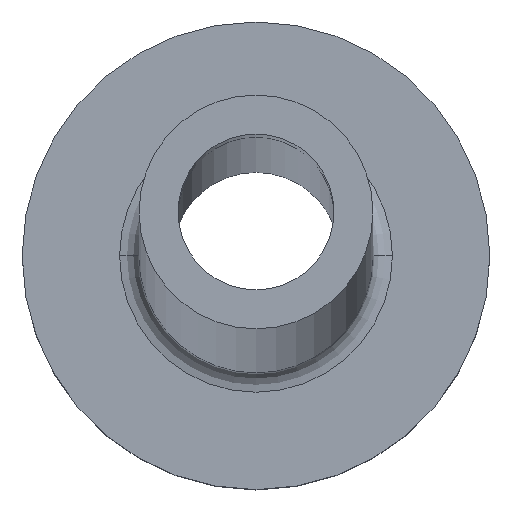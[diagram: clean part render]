
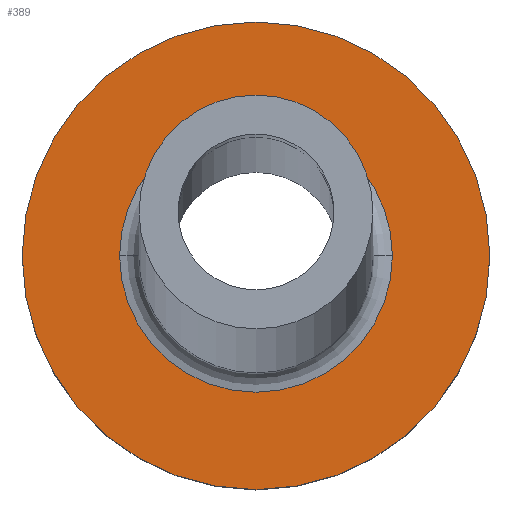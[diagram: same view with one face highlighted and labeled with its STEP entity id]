
A CAD part, top view. The second image highlights one B-rep face of the part: STEP entity #389.
In plain terms, the highlighted planar face has unit normal (0, 0, 1).
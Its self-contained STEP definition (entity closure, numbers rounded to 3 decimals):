
#14 = ORIENTED_EDGE ( 'NONE', *, *, #65, .T. ) ;
#15 = ORIENTED_EDGE ( 'NONE', *, *, #238, .T. ) ;
#22 = PLANE ( 'NONE',  #141 ) ;
#25 = DIRECTION ( 'NONE',  ( 1., 0., 0. ) ) ;
#28 = DIRECTION ( 'NONE',  ( 0., 0., 1. ) ) ;
#36 = ORIENTED_EDGE ( 'NONE', *, *, #64, .T. ) ;
#46 = CIRCLE ( 'NONE', #214, 6. ) ;
#63 = CARTESIAN_POINT ( 'NONE',  ( 0., 0., 5. ) ) ;
#64 = EDGE_CURVE ( 'NONE', #244, #155, #318, .T. ) ;
#65 = EDGE_CURVE ( 'NONE', #155, #244, #381, .T. ) ;
#66 = CARTESIAN_POINT ( 'NONE',  ( -6., 0., 5. ) ) ;
#95 = CARTESIAN_POINT ( 'NONE',  ( 0., 0., 5. ) ) ;
#99 = DIRECTION ( 'NONE',  ( 1., 0., 0. ) ) ;
#100 = CARTESIAN_POINT ( 'NONE',  ( 3.5, 0., 5. ) ) ;
#101 = DIRECTION ( 'NONE',  ( 1., 0., 0. ) ) ;
#120 = AXIS2_PLACEMENT_3D ( 'NONE', #421, #361, #25 ) ;
#133 = FACE_BOUND ( 'NONE', #143, .T. ) ;
#141 = AXIS2_PLACEMENT_3D ( 'NONE', #95, #233, #99 ) ;
#143 = EDGE_LOOP ( 'NONE', ( #36, #14 ) ) ;
#155 = VERTEX_POINT ( 'NONE', #224 ) ;
#157 = VERTEX_POINT ( 'NONE', #231 ) ;
#172 = AXIS2_PLACEMENT_3D ( 'NONE', #63, #193, #101 ) ;
#176 = VERTEX_POINT ( 'NONE', #66 ) ;
#184 = EDGE_LOOP ( 'NONE', ( #15, #372 ) ) ;
#193 = DIRECTION ( 'NONE',  ( 0., 0., -1. ) ) ;
#200 = CARTESIAN_POINT ( 'NONE',  ( 0., 0., 5. ) ) ;
#210 = DIRECTION ( 'NONE',  ( 1., 0., 0. ) ) ;
#214 = AXIS2_PLACEMENT_3D ( 'NONE', #279, #365, #210 ) ;
#224 = CARTESIAN_POINT ( 'NONE',  ( -3.5, 0., 5. ) ) ;
#231 = CARTESIAN_POINT ( 'NONE',  ( 6., 0., 5. ) ) ;
#233 = DIRECTION ( 'NONE',  ( 0., 0., 1. ) ) ;
#238 = EDGE_CURVE ( 'NONE', #176, #157, #316, .T. ) ;
#244 = VERTEX_POINT ( 'NONE', #100 ) ;
#255 = EDGE_CURVE ( 'NONE', #157, #176, #46, .T. ) ;
#272 = DIRECTION ( 'NONE',  ( 1., 0., 0. ) ) ;
#279 = CARTESIAN_POINT ( 'NONE',  ( 0., 0., 5. ) ) ;
#316 = CIRCLE ( 'NONE', #388, 6. ) ;
#318 = CIRCLE ( 'NONE', #120, 3.5 ) ;
#350 = FACE_OUTER_BOUND ( 'NONE', #184, .T. ) ;
#361 = DIRECTION ( 'NONE',  ( 0., 0., -1. ) ) ;
#365 = DIRECTION ( 'NONE',  ( 0., 0., 1. ) ) ;
#372 = ORIENTED_EDGE ( 'NONE', *, *, #255, .T. ) ;
#381 = CIRCLE ( 'NONE', #172, 3.5 ) ;
#388 = AXIS2_PLACEMENT_3D ( 'NONE', #200, #28, #272 ) ;
#389 = ADVANCED_FACE ( 'NONE', ( #133, #350 ), #22, .T. ) ;
#421 = CARTESIAN_POINT ( 'NONE',  ( 0., 0., 5. ) ) ;
